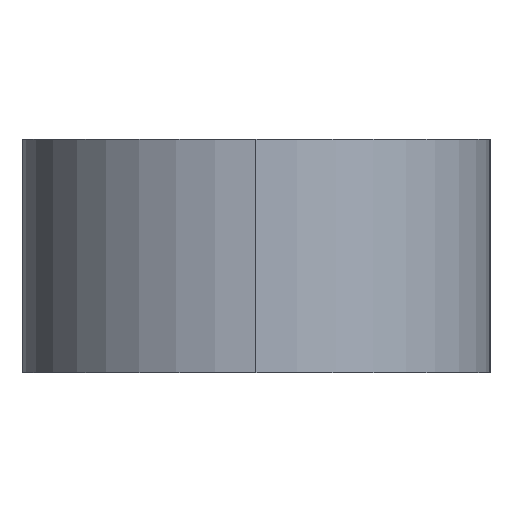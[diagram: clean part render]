
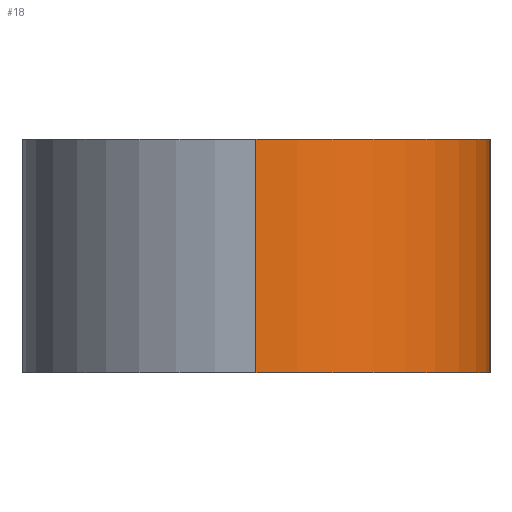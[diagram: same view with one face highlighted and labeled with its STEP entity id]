
A CAD part, left-side view. The second image highlights one B-rep face of the part: STEP entity #18.
In plain terms, the highlighted cylindrical face has radius 3 mm (diameter 6 mm), a partial arc.
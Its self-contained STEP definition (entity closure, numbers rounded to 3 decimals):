
#17 = CIRCLE ( 'NONE', #129, 3. ) ;
#18 = ADVANCED_FACE ( 'NONE', ( #115 ), #344, .T. ) ;
#27 = DIRECTION ( 'NONE',  ( 0., 0., -1. ) ) ;
#31 = CARTESIAN_POINT ( 'NONE',  ( -7.312, -3.397, 3. ) ) ;
#43 = DIRECTION ( 'NONE',  ( 0., 0., 1. ) ) ;
#51 = DIRECTION ( 'NONE',  ( 0., 0., -1. ) ) ;
#55 = CARTESIAN_POINT ( 'NONE',  ( -12.91, -1.897, 3. ) ) ;
#61 = LINE ( 'NONE', #180, #408 ) ;
#73 = CARTESIAN_POINT ( 'NONE',  ( -7.312, -3.397, 0. ) ) ;
#85 = ORIENTED_EDGE ( 'NONE', *, *, #397, .T. ) ;
#93 = VECTOR ( 'NONE', #27, 1000. ) ;
#110 = VERTEX_POINT ( 'NONE', #31 ) ;
#113 = DIRECTION ( 'NONE',  ( 1., 0., 0. ) ) ;
#115 = FACE_OUTER_BOUND ( 'NONE', #380, .T. ) ;
#129 = AXIS2_PLACEMENT_3D ( 'NONE', #244, #43, #372 ) ;
#134 = CARTESIAN_POINT ( 'NONE',  ( -12.91, -1.897, 3. ) ) ;
#136 = VERTEX_POINT ( 'NONE', #73 ) ;
#166 = EDGE_CURVE ( 'NONE', #259, #110, #181, .T. ) ;
#180 = CARTESIAN_POINT ( 'NONE',  ( -7.312, -3.397, 3. ) ) ;
#181 = CIRCLE ( 'NONE', #366, 3. ) ;
#185 = DIRECTION ( 'NONE',  ( 0., 0., -1. ) ) ;
#206 = DIRECTION ( 'NONE',  ( 0., 0., 1. ) ) ;
#208 = AXIS2_PLACEMENT_3D ( 'NONE', #317, #51, #413 ) ;
#213 = EDGE_CURVE ( 'NONE', #240, #136, #17, .T. ) ;
#240 = VERTEX_POINT ( 'NONE', #350 ) ;
#244 = CARTESIAN_POINT ( 'NONE',  ( -9.91, -1.897, 0. ) ) ;
#251 = ORIENTED_EDGE ( 'NONE', *, *, #254, .F. ) ;
#254 = EDGE_CURVE ( 'NONE', #110, #136, #61, .T. ) ;
#259 = VERTEX_POINT ( 'NONE', #134 ) ;
#302 = ORIENTED_EDGE ( 'NONE', *, *, #213, .T. ) ;
#313 = LINE ( 'NONE', #55, #93 ) ;
#317 = CARTESIAN_POINT ( 'NONE',  ( -9.91, -1.897, 3. ) ) ;
#339 = ORIENTED_EDGE ( 'NONE', *, *, #166, .F. ) ;
#344 = CYLINDRICAL_SURFACE ( 'NONE', #208, 3. ) ;
#350 = CARTESIAN_POINT ( 'NONE',  ( -12.91, -1.897, 0. ) ) ;
#366 = AXIS2_PLACEMENT_3D ( 'NONE', #403, #206, #113 ) ;
#372 = DIRECTION ( 'NONE',  ( 1., 0., 0. ) ) ;
#380 = EDGE_LOOP ( 'NONE', ( #339, #85, #302, #251 ) ) ;
#397 = EDGE_CURVE ( 'NONE', #259, #240, #313, .T. ) ;
#403 = CARTESIAN_POINT ( 'NONE',  ( -9.91, -1.897, 3. ) ) ;
#408 = VECTOR ( 'NONE', #185, 1000. ) ;
#413 = DIRECTION ( 'NONE',  ( -1., 0., 0. ) ) ;
